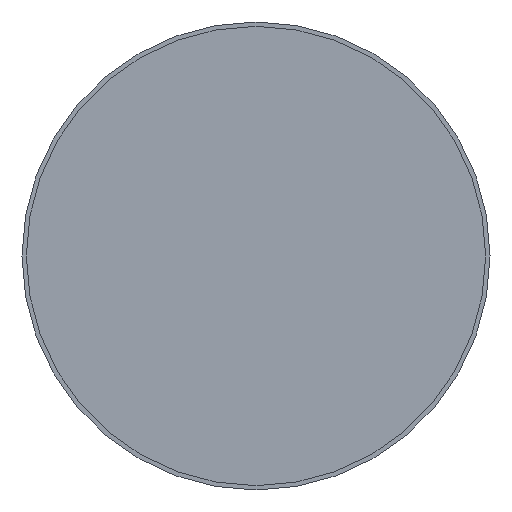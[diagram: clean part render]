
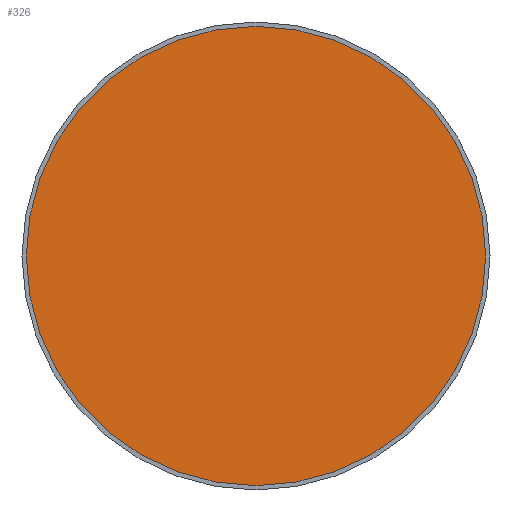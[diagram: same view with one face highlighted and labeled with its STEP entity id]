
A CAD part, front view. The second image highlights one B-rep face of the part: STEP entity #326.
In plain terms, the highlighted planar face has unit normal (0, -1, 0).
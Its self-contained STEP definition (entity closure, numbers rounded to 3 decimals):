
#61=FACE_OUTER_BOUND('',#83,.T.);
#83=EDGE_LOOP('',(#277,#278));
#117=CIRCLE('',#394,26.5);
#118=CIRCLE('',#395,26.5);
#151=VERTEX_POINT('',#599);
#152=VERTEX_POINT('',#600);
#193=EDGE_CURVE('',#151,#152,#117,.T.);
#194=EDGE_CURVE('',#152,#151,#118,.T.);
#277=ORIENTED_EDGE('',*,*,#193,.T.);
#278=ORIENTED_EDGE('',*,*,#194,.T.);
#292=PLANE('',#396);
#326=ADVANCED_FACE('',(#61),#292,.T.);
#394=AXIS2_PLACEMENT_3D('',#601,#500,#501);
#395=AXIS2_PLACEMENT_3D('',#602,#502,#503);
#396=AXIS2_PLACEMENT_3D('',#604,#505,#506);
#500=DIRECTION('center_axis',(0.,-1.,0.));
#501=DIRECTION('ref_axis',(-1.,0.,0.));
#502=DIRECTION('center_axis',(0.,-1.,0.));
#503=DIRECTION('ref_axis',(-1.,0.,0.));
#505=DIRECTION('center_axis',(0.,-1.,0.));
#506=DIRECTION('ref_axis',(0.,0.,-1.));
#599=CARTESIAN_POINT('',(-26.5,0.,0.));
#600=CARTESIAN_POINT('',(26.5,0.,0.));
#601=CARTESIAN_POINT('Origin',(0.,0.,0.));
#602=CARTESIAN_POINT('Origin',(0.,0.,0.));
#604=CARTESIAN_POINT('Origin',(-13.25,0.,0.));
